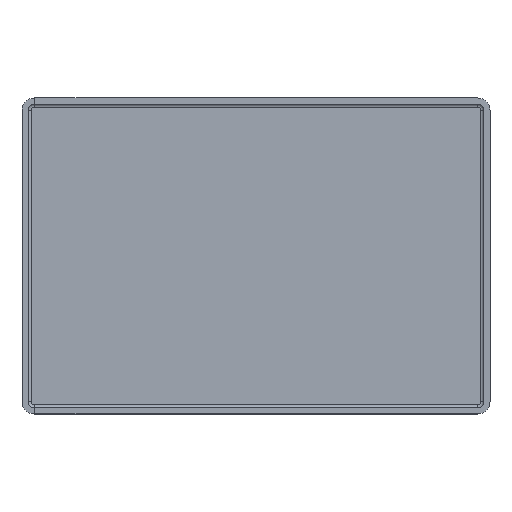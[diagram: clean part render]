
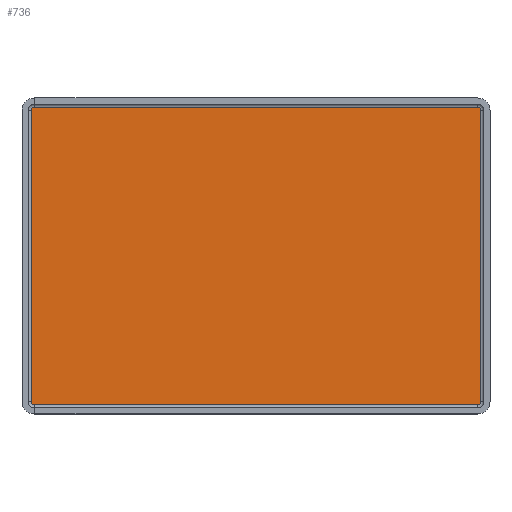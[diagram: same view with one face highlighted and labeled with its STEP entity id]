
A CAD part, top view. The second image highlights one B-rep face of the part: STEP entity #736.
In plain terms, the highlighted planar face has unit normal (0, 0, 1).
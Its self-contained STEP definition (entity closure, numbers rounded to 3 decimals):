
#37=PLANE('',#819);
#75=FACE_OUTER_BOUND('',#117,.T.);
#117=EDGE_LOOP('',(#626,#627,#628,#629,#630,#631,#632,#633));
#175=LINE('',#1220,#245);
#176=LINE('',#1239,#246);
#180=LINE('',#1259,#250);
#182=LINE('',#1262,#252);
#245=VECTOR('',#971,10.);
#246=VECTOR('',#982,10.);
#250=VECTOR('',#996,10.);
#252=VECTOR('',#1000,10.);
#284=CIRCLE('',#795,1.);
#290=CIRCLE('',#801,1.);
#292=CIRCLE('',#804,1.);
#296=CIRCLE('',#810,1.);
#351=VERTEX_POINT('',#1196);
#352=VERTEX_POINT('',#1197);
#355=VERTEX_POINT('',#1214);
#356=VERTEX_POINT('',#1216);
#357=VERTEX_POINT('',#1230);
#358=VERTEX_POINT('',#1231);
#361=VERTEX_POINT('',#1253);
#362=VERTEX_POINT('',#1254);
#435=EDGE_CURVE('',#351,#352,#284,.T.);
#441=EDGE_CURVE('',#355,#356,#290,.T.);
#443=EDGE_CURVE('',#352,#355,#175,.T.);
#444=EDGE_CURVE('',#357,#358,#292,.T.);
#448=EDGE_CURVE('',#358,#351,#176,.T.);
#452=EDGE_CURVE('',#361,#362,#296,.T.);
#455=EDGE_CURVE('',#362,#357,#180,.T.);
#457=EDGE_CURVE('',#356,#361,#182,.T.);
#626=ORIENTED_EDGE('',*,*,#452,.F.);
#627=ORIENTED_EDGE('',*,*,#457,.F.);
#628=ORIENTED_EDGE('',*,*,#441,.F.);
#629=ORIENTED_EDGE('',*,*,#443,.F.);
#630=ORIENTED_EDGE('',*,*,#435,.F.);
#631=ORIENTED_EDGE('',*,*,#448,.F.);
#632=ORIENTED_EDGE('',*,*,#444,.F.);
#633=ORIENTED_EDGE('',*,*,#455,.F.);
#736=ADVANCED_FACE('',(#75),#37,.T.);
#795=AXIS2_PLACEMENT_3D('',#1198,#953,#954);
#801=AXIS2_PLACEMENT_3D('',#1217,#965,#966);
#804=AXIS2_PLACEMENT_3D('',#1232,#972,#973);
#810=AXIS2_PLACEMENT_3D('',#1255,#988,#989);
#819=AXIS2_PLACEMENT_3D('',#1270,#1012,#1013);
#953=DIRECTION('center_axis',(0.,0.,-1.));
#954=DIRECTION('ref_axis',(0.707,-0.707,0.));
#965=DIRECTION('center_axis',(0.,0.,-1.));
#966=DIRECTION('ref_axis',(-0.707,-0.707,0.));
#971=DIRECTION('',(-1.,0.,0.));
#972=DIRECTION('center_axis',(0.,0.,-1.));
#973=DIRECTION('ref_axis',(0.707,0.707,0.));
#982=DIRECTION('',(0.,-1.,0.));
#988=DIRECTION('center_axis',(0.,0.,-1.));
#989=DIRECTION('ref_axis',(-0.707,0.707,0.));
#996=DIRECTION('',(1.,0.,0.));
#1000=DIRECTION('',(0.,1.,0.));
#1012=DIRECTION('center_axis',(0.,0.,1.));
#1013=DIRECTION('ref_axis',(1.,0.,0.));
#1196=CARTESIAN_POINT('',(74.,-48.,2.));
#1197=CARTESIAN_POINT('',(73.,-49.,2.));
#1198=CARTESIAN_POINT('Origin',(73.,-48.,2.));
#1214=CARTESIAN_POINT('',(-73.,-49.,2.));
#1216=CARTESIAN_POINT('',(-74.,-48.,2.));
#1217=CARTESIAN_POINT('Origin',(-73.,-48.,2.));
#1220=CARTESIAN_POINT('',(-38.5,-49.,2.));
#1230=CARTESIAN_POINT('',(73.,49.,2.));
#1231=CARTESIAN_POINT('',(74.,48.,2.));
#1232=CARTESIAN_POINT('Origin',(73.,48.,2.));
#1239=CARTESIAN_POINT('',(74.,-26.,2.));
#1253=CARTESIAN_POINT('',(-74.,48.,2.));
#1254=CARTESIAN_POINT('',(-73.,49.,2.));
#1255=CARTESIAN_POINT('Origin',(-73.,48.,2.));
#1259=CARTESIAN_POINT('',(38.5,49.,2.));
#1262=CARTESIAN_POINT('',(-74.,26.,2.));
#1270=CARTESIAN_POINT('Origin',(0.,0.,
2.));
